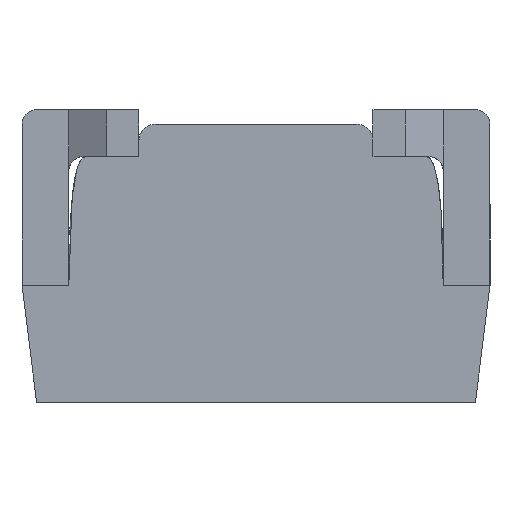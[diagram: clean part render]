
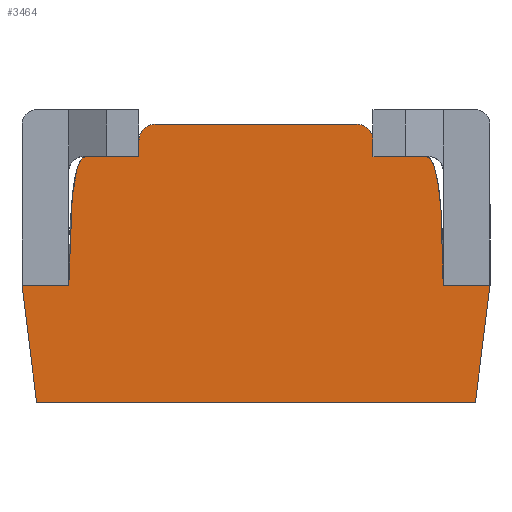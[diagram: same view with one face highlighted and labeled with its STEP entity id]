
A CAD part, front view. The second image highlights one B-rep face of the part: STEP entity #3464.
In plain terms, the highlighted planar face has unit normal (0, -1, 0).
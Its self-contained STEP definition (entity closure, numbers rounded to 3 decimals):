
#1 = EDGE_CURVE ( 'NONE', #1156, #564, #1063, .T. ) ;
#68 = VERTEX_POINT ( 'NONE', #3737 ) ;
#89 = AXIS2_PLACEMENT_3D ( 'NONE', #2103, #1107, #1747 ) ;
#94 = VECTOR ( 'NONE', #2067, 1000. ) ;
#141 = CARTESIAN_POINT ( 'NONE',  ( 1.44, 0., 0. ) ) ;
#196 = VECTOR ( 'NONE', #873, 1000. ) ;
#205 = DIRECTION ( 'NONE',  ( 1., 0., 0. ) ) ;
#220 = VERTEX_POINT ( 'NONE', #3197 ) ;
#264 = DIRECTION ( 'NONE',  ( 0., 1., 0. ) ) ;
#315 = VERTEX_POINT ( 'NONE', #2344 ) ;
#454 = VECTOR ( 'NONE', #3029, 1000. ) ;
#564 = VERTEX_POINT ( 'NONE', #1840 ) ;
#706 = EDGE_CURVE ( 'NONE', #2241, #809, #1677, .T. ) ;
#738 = CARTESIAN_POINT ( 'NONE',  ( 1.04, 0., 0.495 ) ) ;
#745 = CARTESIAN_POINT ( 'NONE',  ( 1.04, 0., 0.495 ) ) ;
#808 = EDGE_CURVE ( 'NONE', #3427, #1156, #2092, .T. ) ;
#809 = VERTEX_POINT ( 'NONE', #2945 ) ;
#845 = VECTOR ( 'NONE', #2635, 1000. ) ;
#873 = DIRECTION ( 'NONE',  ( 0., 0., 1. ) ) ;
#937 = LINE ( 'NONE', #4105, #3579 ) ;
#1006 = CARTESIAN_POINT ( 'NONE',  ( 1.22, 0., 0.44 ) ) ;
#1010 = CARTESIAN_POINT ( 'NONE',  ( -0.16, 0., 0. ) ) ;
#1040 = ORIENTED_EDGE ( 'NONE', *, *, #808, .F. ) ;
#1060 = ORIENTED_EDGE ( 'NONE', *, *, #1581, .F. ) ;
#1063 = LINE ( 'NONE', #738, #2478 ) ;
#1089 = LINE ( 'NONE', #1102, #2714 ) ;
#1094 = EDGE_CURVE ( 'NONE', #2250, #315, #2715, .T. ) ;
#1102 = CARTESIAN_POINT ( 'NONE',  ( 1.39, 0., -0.4 ) ) ;
#1107 = DIRECTION ( 'NONE',  ( 0., -1., 0. ) ) ;
#1156 = VERTEX_POINT ( 'NONE', #745 ) ;
#1185 = DIRECTION ( 'NONE',  ( 0., 0., 1. ) ) ;
#1258 = EDGE_LOOP ( 'NONE', ( #3745, #3896, #2645, #4111, #1900, #2097, #3243, #2318, #4034, #1040, #1806, #3129, #1060, #1369 ) ) ;
#1338 = CARTESIAN_POINT ( 'NONE',  ( 0.985, 0., 0.55 ) ) ;
#1350 = EDGE_CURVE ( 'NONE', #68, #220, #937, .T. ) ;
#1369 = ORIENTED_EDGE ( 'NONE', *, *, #1094, .F. ) ;
#1391 = VECTOR ( 'NONE', #2995, 1000. ) ;
#1483 = CARTESIAN_POINT ( 'NONE',  ( 1.39, 0., -0.4 ) ) ;
#1581 = EDGE_CURVE ( 'NONE', #315, #2241, #1816, .T. ) ;
#1589 = CARTESIAN_POINT ( 'NONE',  ( 0.985, 0., 0.495 ) ) ;
#1607 = DIRECTION ( 'NONE',  ( 0., 0., -1. ) ) ;
#1677 = CIRCLE ( 'NONE', #2018, 0.055 ) ;
#1718 = VERTEX_POINT ( 'NONE', #3186 ) ;
#1733 = CARTESIAN_POINT ( 'NONE',  ( 0.06, 0., 0.44 ) ) ;
#1747 = DIRECTION ( 'NONE',  ( 0., 0., -1. ) ) ;
#1804 = LINE ( 'NONE', #4060, #3528 ) ;
#1806 = ORIENTED_EDGE ( 'NONE', *, *, #2827, .F. ) ;
#1816 = LINE ( 'NONE', #2179, #196 ) ;
#1840 = CARTESIAN_POINT ( 'NONE',  ( 1.04, 0., 0.44 ) ) ;
#1870 = CARTESIAN_POINT ( 'NONE',  ( 0., 0., 0. ) ) ;
#1882 = VERTEX_POINT ( 'NONE', #141 ) ;
#1896 = VERTEX_POINT ( 'NONE', #1483 ) ;
#1900 = ORIENTED_EDGE ( 'NONE', *, *, #3726, .T. ) ;
#2008 = B_SPLINE_CURVE_WITH_KNOTS ( 'NONE', 2,
 ( #1006, #2306, #3175 ),
 .UNSPECIFIED., .F., .F.,
 ( 3, 3 ),
 ( 0., 1. ),
 .UNSPECIFIED. ) ;
#2018 = AXIS2_PLACEMENT_3D ( 'NONE', #4083, #2205, #1185 ) ;
#2030 = VERTEX_POINT ( 'NONE', #2889 ) ;
#2041 = PLANE ( 'NONE',  #89 ) ;
#2045 = CARTESIAN_POINT ( 'NONE',  ( 1.44, 0., 0. ) ) ;
#2067 = DIRECTION ( 'NONE',  ( 0.124, 0., 0.992 ) ) ;
#2092 = CIRCLE ( 'NONE', #2626, 0.055 ) ;
#2097 = ORIENTED_EDGE ( 'NONE', *, *, #2189, .T. ) ;
#2102 = CARTESIAN_POINT ( 'NONE',  ( 0.295, 0., 0.55 ) ) ;
#2103 = CARTESIAN_POINT ( 'NONE',  ( 0.015, 0., 0.33 ) ) ;
#2157 = CARTESIAN_POINT ( 'NONE',  ( 0., 0., 0.44 ) ) ;
#2179 = CARTESIAN_POINT ( 'NONE',  ( 0.24, 0., 0.44 ) ) ;
#2189 = EDGE_CURVE ( 'NONE', #1882, #4126, #3536, .T. ) ;
#2205 = DIRECTION ( 'NONE',  ( 0., 1., 0. ) ) ;
#2221 = B_SPLINE_CURVE_WITH_KNOTS ( 'NONE', 2,
 ( #1870, #2157, #4164 ),
 .UNSPECIFIED., .F., .F.,
 ( 3, 3 ),
 ( 0., 1. ),
 .UNSPECIFIED. ) ;
#2241 = VERTEX_POINT ( 'NONE', #3710 ) ;
#2250 = VERTEX_POINT ( 'NONE', #4004 ) ;
#2306 = CARTESIAN_POINT ( 'NONE',  ( 1.28, 0., 0.44 ) ) ;
#2318 = ORIENTED_EDGE ( 'NONE', *, *, #3829, .F. ) ;
#2344 = CARTESIAN_POINT ( 'NONE',  ( 0.24, 0., 0.44 ) ) ;
#2435 = EDGE_CURVE ( 'NONE', #1718, #4126, #2008, .T. ) ;
#2478 = VECTOR ( 'NONE', #1607, 1000. ) ;
#2541 = EDGE_CURVE ( 'NONE', #2030, #68, #3688, .T. ) ;
#2626 = AXIS2_PLACEMENT_3D ( 'NONE', #1589, #264, #3893 ) ;
#2635 = DIRECTION ( 'NONE',  ( -1., 0., 0. ) ) ;
#2645 = ORIENTED_EDGE ( 'NONE', *, *, #1350, .T. ) ;
#2710 = FACE_OUTER_BOUND ( 'NONE', #1258, .T. ) ;
#2714 = VECTOR ( 'NONE', #3662, 1000. ) ;
#2715 = LINE ( 'NONE', #1733, #454 ) ;
#2827 = EDGE_CURVE ( 'NONE', #809, #3427, #3751, .T. ) ;
#2889 = CARTESIAN_POINT ( 'NONE',  ( 0., 0., 0. ) ) ;
#2945 = CARTESIAN_POINT ( 'NONE',  ( 0.295, 0., 0.55 ) ) ;
#2995 = DIRECTION ( 'NONE',  ( -1., 0., 0. ) ) ;
#3029 = DIRECTION ( 'NONE',  ( 1., 0., 0. ) ) ;
#3046 = VECTOR ( 'NONE', #205, 1000. ) ;
#3116 = EDGE_CURVE ( 'NONE', #2030, #2250, #2221, .T. ) ;
#3129 = ORIENTED_EDGE ( 'NONE', *, *, #706, .F. ) ;
#3175 = CARTESIAN_POINT ( 'NONE',  ( 1.28, 0., 0. ) ) ;
#3186 = CARTESIAN_POINT ( 'NONE',  ( 1.22, 0., 0.44 ) ) ;
#3197 = CARTESIAN_POINT ( 'NONE',  ( -0.11, 0., -0.4 ) ) ;
#3243 = ORIENTED_EDGE ( 'NONE', *, *, #2435, .F. ) ;
#3427 = VERTEX_POINT ( 'NONE', #1338 ) ;
#3464 = ADVANCED_FACE ( 'NONE', ( #2710 ), #2041, .T. ) ;
#3470 = DIRECTION ( 'NONE',  ( 1., 0., 0. ) ) ;
#3528 = VECTOR ( 'NONE', #3470, 1000. ) ;
#3536 = LINE ( 'NONE', #1010, #845 ) ;
#3541 = LINE ( 'NONE', #2045, #94 ) ;
#3579 = VECTOR ( 'NONE', #4174, 1000. ) ;
#3645 = CARTESIAN_POINT ( 'NONE',  ( -0.16, 0., 0. ) ) ;
#3662 = DIRECTION ( 'NONE',  ( 1., 0., 0. ) ) ;
#3688 = LINE ( 'NONE', #3645, #1391 ) ;
#3710 = CARTESIAN_POINT ( 'NONE',  ( 0.24, 0., 0.495 ) ) ;
#3726 = EDGE_CURVE ( 'NONE', #1896, #1882, #3541, .T. ) ;
#3737 = CARTESIAN_POINT ( 'NONE',  ( -0.16, 0., 0. ) ) ;
#3745 = ORIENTED_EDGE ( 'NONE', *, *, #3116, .F. ) ;
#3751 = LINE ( 'NONE', #2102, #3046 ) ;
#3829 = EDGE_CURVE ( 'NONE', #564, #1718, #1804, .T. ) ;
#3880 = CARTESIAN_POINT ( 'NONE',  ( 1.28, 0., 0. ) ) ;
#3893 = DIRECTION ( 'NONE',  ( 0., 0., 1. ) ) ;
#3896 = ORIENTED_EDGE ( 'NONE', *, *, #2541, .T. ) ;
#4004 = CARTESIAN_POINT ( 'NONE',  ( 0.06, 0., 0.44 ) ) ;
#4014 = EDGE_CURVE ( 'NONE', #220, #1896, #1089, .T. ) ;
#4034 = ORIENTED_EDGE ( 'NONE', *, *, #1, .F. ) ;
#4060 = CARTESIAN_POINT ( 'NONE',  ( 1.04, 0., 0.44 ) ) ;
#4083 = CARTESIAN_POINT ( 'NONE',  ( 0.295, 0., 0.495 ) ) ;
#4105 = CARTESIAN_POINT ( 'NONE',  ( -0.11, 0., -0.4 ) ) ;
#4111 = ORIENTED_EDGE ( 'NONE', *, *, #4014, .T. ) ;
#4126 = VERTEX_POINT ( 'NONE', #3880 ) ;
#4164 = CARTESIAN_POINT ( 'NONE',  ( 0.06, 0., 0.44 ) ) ;
#4174 = DIRECTION ( 'NONE',  ( 0.124, 0., -0.992 ) ) ;
